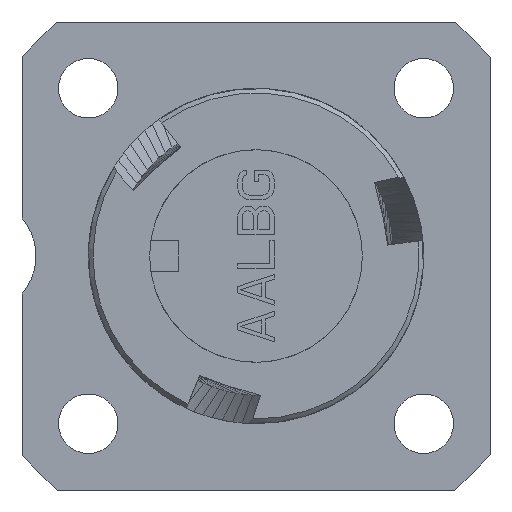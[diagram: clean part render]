
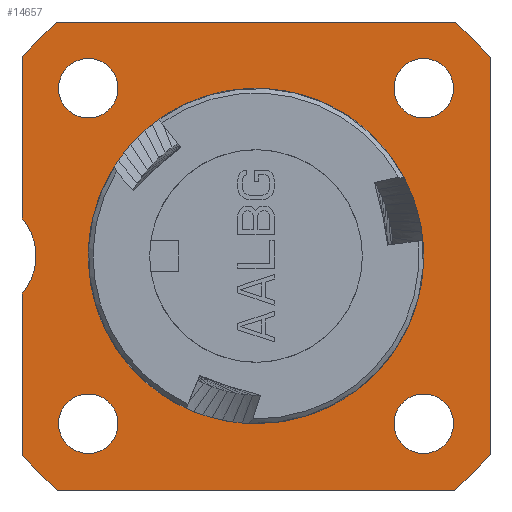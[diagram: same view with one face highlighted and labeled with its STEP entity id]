
A CAD part, left-side view. The second image highlights one B-rep face of the part: STEP entity #14657.
In plain terms, the highlighted planar face has unit normal (-1, 0, 0).
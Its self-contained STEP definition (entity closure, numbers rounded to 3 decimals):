
#575=CARTESIAN_POINT('',(14.2,0.,0.));
#576=DIRECTION('',(1.,0.,0.));
#577=DIRECTION('',(0.,1.,0.));
#578=AXIS2_PLACEMENT_3D('',#575,#576,#577);
#1517=CARTESIAN_POINT('',(14.2,0.,0.));
#1518=DIRECTION('',(-1.,0.,0.));
#1519=DIRECTION('',(0.,1.,0.));
#1520=AXIS2_PLACEMENT_3D('',#1517,#1518,#1519);
#2827=CARTESIAN_POINT('',(14.2,15.12,0.));
#2828=DIRECTION('',(-1.,0.,0.));
#2829=DIRECTION('',(0.,-0.761,-0.649));
#2830=AXIS2_PLACEMENT_3D('',#2827,#2828,#2829);
#2832=DIRECTION('',(0.,0.,1.));
#2833=VECTOR('',#2832,8.72);
#2834=CARTESIAN_POINT('',(14.2,12.7,2.063));
#2835=LINE('926',#2834,#2833);
#2836=CARTESIAN_POINT('',(14.2,0.,0.));
#2837=DIRECTION('',(1.,0.,0.));
#2838=DIRECTION('',(0.,0.762,0.647));
#2839=AXIS2_PLACEMENT_3D('',#2836,#2837,#2838);
#2841=DIRECTION('',(0.,-1.,0.));
#2842=VECTOR('',#2841,21.565);
#2843=CARTESIAN_POINT('',(14.2,10.783,12.7));
#2844=LINE('752',#2843,#2842);
#2845=CARTESIAN_POINT('',(14.2,0.,0.));
#2846=DIRECTION('',(1.,0.,0.));
#2847=DIRECTION('',(0.,-0.647,0.762));
#2848=AXIS2_PLACEMENT_3D('',#2845,#2846,#2847);
#2850=DIRECTION('',(0.,0.,-1.));
#2851=VECTOR('',#2850,21.565);
#2852=CARTESIAN_POINT('',(14.2,-12.7,10.783));
#2853=LINE('751',#2852,#2851);
#2854=CARTESIAN_POINT('',(14.2,0.,0.));
#2855=DIRECTION('',(-1.,0.,0.));
#2856=DIRECTION('',(0.,-0.647,-0.762));
#2857=AXIS2_PLACEMENT_3D('',#2854,#2855,#2856);
#2859=DIRECTION('',(0.,1.,0.));
#2860=VECTOR('',#2859,21.565);
#2861=CARTESIAN_POINT('',(14.2,-10.783,-12.7));
#2862=LINE('750',#2861,#2860);
#2863=CARTESIAN_POINT('',(14.2,0.,0.));
#2864=DIRECTION('',(-1.,0.,0.));
#2865=DIRECTION('',(0.,0.762,-0.647));
#2866=AXIS2_PLACEMENT_3D('',#2863,#2864,#2865);
#2868=DIRECTION('',(0.,0.,1.));
#2869=VECTOR('',#2868,8.72);
#2870=CARTESIAN_POINT('',(14.2,12.7,-10.783));
#2871=LINE('925',#2870,#2869);
#2872=CARTESIAN_POINT('',(14.2,9.105,-9.105));
#2873=DIRECTION('',(1.,0.,0.));
#2874=DIRECTION('',(0.,0.,-1.));
#2875=AXIS2_PLACEMENT_3D('',#2872,#2873,#2874);
#2877=CARTESIAN_POINT('',(14.2,9.105,-9.105));
#2878=DIRECTION('',(1.,0.,0.));
#2879=DIRECTION('',(0.,0.,1.));
#2880=AXIS2_PLACEMENT_3D('',#2877,#2878,#2879);
#2882=CARTESIAN_POINT('',(14.2,9.105,9.105));
#2883=DIRECTION('',(1.,0.,0.));
#2884=DIRECTION('',(0.,0.,-1.));
#2885=AXIS2_PLACEMENT_3D('',#2882,#2883,#2884);
#2887=CARTESIAN_POINT('',(14.2,9.105,9.105));
#2888=DIRECTION('',(1.,0.,0.));
#2889=DIRECTION('',(0.,0.,1.));
#2890=AXIS2_PLACEMENT_3D('',#2887,#2888,#2889);
#2892=CARTESIAN_POINT('',(14.2,-9.105,9.105));
#2893=DIRECTION('',(1.,0.,0.));
#2894=DIRECTION('',(0.,0.,-1.));
#2895=AXIS2_PLACEMENT_3D('',#2892,#2893,#2894);
#2897=CARTESIAN_POINT('',(14.2,-9.105,9.105));
#2898=DIRECTION('',(1.,0.,0.));
#2899=DIRECTION('',(0.,0.,1.));
#2900=AXIS2_PLACEMENT_3D('',#2897,#2898,#2899);
#2902=CARTESIAN_POINT('',(14.2,-9.105,-9.105));
#2903=DIRECTION('',(1.,0.,0.));
#2904=DIRECTION('',(0.,0.,-1.));
#2905=AXIS2_PLACEMENT_3D('',#2902,#2903,#2904);
#2907=CARTESIAN_POINT('',(14.2,-9.105,-9.105));
#2908=DIRECTION('',(1.,0.,0.));
#2909=DIRECTION('',(0.,0.,1.));
#2910=AXIS2_PLACEMENT_3D('',#2907,#2908,#2909);
#5923=CARTESIAN_POINT('',(14.2,9.095,0.));
#5924=CARTESIAN_POINT('',(14.2,-9.095,0.));
#5925=VERTEX_POINT('',#5923);
#5926=VERTEX_POINT('',#5924);
#5939=CARTESIAN_POINT('',(14.2,-10.783,-12.7));
#5940=CARTESIAN_POINT('',(14.2,10.783,-12.7));
#5941=VERTEX_POINT('',#5939);
#5942=VERTEX_POINT('',#5940);
#5943=CARTESIAN_POINT('',(14.2,-12.7,10.783));
#5944=CARTESIAN_POINT('',(14.2,-12.7,-10.783));
#5945=VERTEX_POINT('',#5943);
#5946=VERTEX_POINT('',#5944);
#5947=CARTESIAN_POINT('',(14.2,10.783,12.7));
#5948=CARTESIAN_POINT('',(14.2,-10.783,12.7));
#5949=VERTEX_POINT('',#5947);
#5950=VERTEX_POINT('',#5948);
#6076=CARTESIAN_POINT('',(14.2,9.105,-10.72));
#6077=CARTESIAN_POINT('',(14.2,9.105,-7.49));
#6078=VERTEX_POINT('',#6076);
#6079=VERTEX_POINT('',#6077);
#6080=CARTESIAN_POINT('',(14.2,9.105,7.49));
#6081=CARTESIAN_POINT('',(14.2,9.105,10.72));
#6082=VERTEX_POINT('',#6080);
#6083=VERTEX_POINT('',#6081);
#6084=CARTESIAN_POINT('',(14.2,-9.105,7.49));
#6085=CARTESIAN_POINT('',(14.2,-9.105,10.72));
#6086=VERTEX_POINT('',#6084);
#6087=VERTEX_POINT('',#6085);
#6088=CARTESIAN_POINT('',(14.2,-9.105,-10.72));
#6089=CARTESIAN_POINT('',(14.2,-9.105,-7.49));
#6090=VERTEX_POINT('',#6088);
#6091=VERTEX_POINT('',#6089);
#6092=CARTESIAN_POINT('',(14.2,12.7,10.783));
#6094=VERTEX_POINT('',#6092);
#6096=CARTESIAN_POINT('',(14.2,12.7,-10.783));
#6098=VERTEX_POINT('',#6096);
#6124=CARTESIAN_POINT('',(14.2,12.7,-2.063));
#6125=CARTESIAN_POINT('',(14.2,12.7,2.063));
#6126=VERTEX_POINT('',#6124);
#6127=VERTEX_POINT('',#6125);
#14602=CARTESIAN_POINT('',(14.2,0.,0.));
#14603=DIRECTION('',(1.,0.,0.));
#14604=DIRECTION('',(0.,-1.,0.));
#14605=AXIS2_PLACEMENT_3D('',#14602,#14603,#14604);
#14606=PLANE('250',#14605);
#14608=ORIENTED_EDGE('920',*,*,#14607,.T.);
#14610=ORIENTED_EDGE('926',*,*,#14609,.T.);
#14612=ORIENTED_EDGE('902',*,*,#14611,.T.);
#14614=ORIENTED_EDGE('752',*,*,#14613,.T.);
#14616=ORIENTED_EDGE('903',*,*,#14615,.T.);
#14618=ORIENTED_EDGE('751',*,*,#14617,.T.);
#14620=ORIENTED_EDGE('907',*,*,#14619,.F.);
#14622=ORIENTED_EDGE('750',*,*,#14621,.T.);
#14624=ORIENTED_EDGE('906',*,*,#14623,.F.);
#14626=ORIENTED_EDGE('925',*,*,#14625,.T.);
#14627=EDGE_LOOP('250',(#14608,#14610,#14612,#14614,#14616,#14618,#14620,#14622,
#14624,#14626));
#14628=FACE_OUTER_BOUND('250',#14627,.F.);
#14629=ORIENTED_EDGE('746',*,*,#10659,.T.);
#14630=ORIENTED_EDGE('745',*,*,#7982,.F.);
#14631=EDGE_LOOP('250',(#14629,#14630));
#14632=FACE_BOUND('250',#14631,.F.);
#14634=ORIENTED_EDGE('876',*,*,#14633,.F.);
#14636=ORIENTED_EDGE('877',*,*,#14635,.F.);
#14637=EDGE_LOOP('250',(#14634,#14636));
#14638=FACE_BOUND('250',#14637,.F.);
#14640=ORIENTED_EDGE('878',*,*,#14639,.F.);
#14642=ORIENTED_EDGE('879',*,*,#14641,.F.);
#14643=EDGE_LOOP('250',(#14640,#14642));
#14644=FACE_BOUND('250',#14643,.F.);
#14646=ORIENTED_EDGE('880',*,*,#14645,.F.);
#14648=ORIENTED_EDGE('881',*,*,#14647,.F.);
#14649=EDGE_LOOP('250',(#14646,#14648));
#14650=FACE_BOUND('250',#14649,.F.);
#14652=ORIENTED_EDGE('882',*,*,#14651,.F.);
#14654=ORIENTED_EDGE('883',*,*,#14653,.F.);
#14655=EDGE_LOOP('250',(#14652,#14654));
#14656=FACE_BOUND('250',#14655,.F.);
#579=CIRCLE('745',#578,9.095);
#1521=CIRCLE('746',#1520,9.095);
#2831=CIRCLE('920',#2830,3.18);
#2840=CIRCLE('902',#2839,16.66);
#2849=CIRCLE('903',#2848,16.66);
#2858=CIRCLE('907',#2857,16.66);
#2867=CIRCLE('906',#2866,16.66);
#2876=CIRCLE('876',#2875,1.615);
#2881=CIRCLE('877',#2880,1.615);
#2886=CIRCLE('878',#2885,1.615);
#2891=CIRCLE('879',#2890,1.615);
#2896=CIRCLE('880',#2895,1.615);
#2901=CIRCLE('881',#2900,1.615);
#2906=CIRCLE('882',#2905,1.615);
#2911=CIRCLE('883',#2910,1.615);
#7982=EDGE_CURVE('745',#5925,#5926,#579,.T.);
#10659=EDGE_CURVE('746',#5925,#5926,#1521,.T.);
#14607=EDGE_CURVE('920',#6126,#6127,#2831,.T.);
#14609=EDGE_CURVE('926',#6127,#6094,#2835,.T.);
#14611=EDGE_CURVE('902',#6094,#5949,#2840,.T.);
#14613=EDGE_CURVE('752',#5949,#5950,#2844,.T.);
#14615=EDGE_CURVE('903',#5950,#5945,#2849,.T.);
#14617=EDGE_CURVE('751',#5945,#5946,#2853,.T.);
#14619=EDGE_CURVE('907',#5941,#5946,#2858,.T.);
#14621=EDGE_CURVE('750',#5941,#5942,#2862,.T.);
#14623=EDGE_CURVE('906',#6098,#5942,#2867,.T.);
#14625=EDGE_CURVE('925',#6098,#6126,#2871,.T.);
#14633=EDGE_CURVE('876',#6078,#6079,#2876,.T.);
#14635=EDGE_CURVE('877',#6079,#6078,#2881,.T.);
#14639=EDGE_CURVE('878',#6082,#6083,#2886,.T.);
#14641=EDGE_CURVE('879',#6083,#6082,#2891,.T.);
#14645=EDGE_CURVE('880',#6086,#6087,#2896,.T.);
#14647=EDGE_CURVE('881',#6087,#6086,#2901,.T.);
#14651=EDGE_CURVE('882',#6090,#6091,#2906,.T.);
#14653=EDGE_CURVE('883',#6091,#6090,#2911,.T.);
#14657=ADVANCED_FACE('250',(#14628,#14632,#14638,#14644,#14650,#14656),#14606,
.F.);
